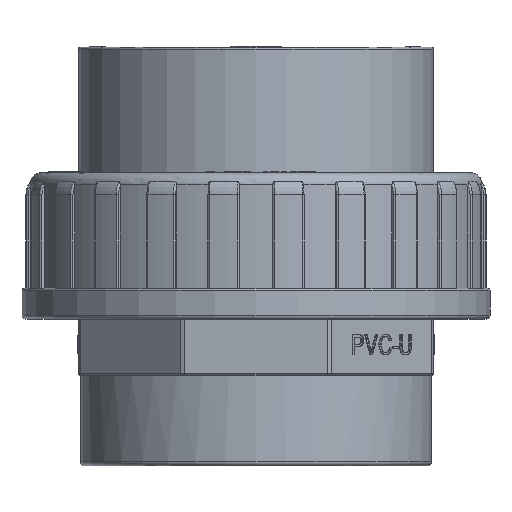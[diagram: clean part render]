
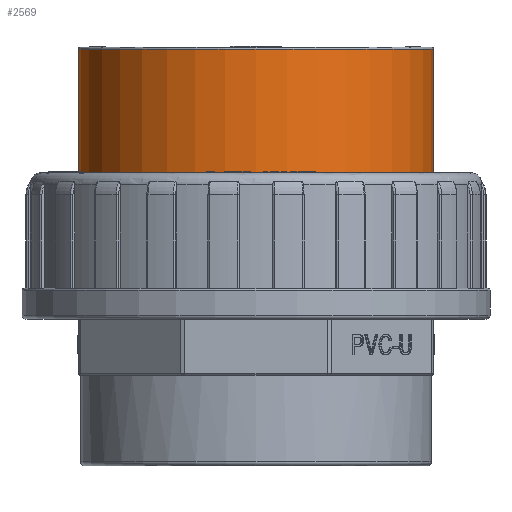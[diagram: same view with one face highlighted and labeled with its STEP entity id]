
A CAD part, front view. The second image highlights one B-rep face of the part: STEP entity #2569.
In plain terms, the highlighted cylindrical face has radius 45 mm (diameter 90 mm), a full revolution.
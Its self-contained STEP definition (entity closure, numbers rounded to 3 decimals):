
#2427=CYLINDRICAL_SURFACE('',#38724,45.);
#2569=ADVANCED_FACE('',(#10755,#10756),#2427,.T.);
#10418=CIRCLE('',#38722,45.);
#10419=CIRCLE('',#38723,45.);
#10755=FACE_BOUND('',#10964,.T.);
#10756=FACE_BOUND('',#10965,.T.);
#10964=EDGE_LOOP('',(#13727));
#10965=EDGE_LOOP('',(#13728));
#13727=ORIENTED_EDGE('',*,*,#29466,.T.);
#13728=ORIENTED_EDGE('',*,*,#29467,.T.);
#25535=VERTEX_POINT('',#50744);
#25536=VERTEX_POINT('',#50746);
#29466=EDGE_CURVE('',#25535,#25535,#10418,.T.);
#29467=EDGE_CURVE('',#25536,#25536,#10419,.T.);
#38722=AXIS2_PLACEMENT_3D('',#50743,#40900,#40901);
#38723=AXIS2_PLACEMENT_3D('',#50745,#40902,#40903);
#38724=AXIS2_PLACEMENT_3D('',#50747,#40904,#40905);
#40900=DIRECTION('',(0.,0.,-1.));
#40901=DIRECTION('',(1.,0.,0.));
#40902=DIRECTION('',(0.,0.,1.));
#40903=DIRECTION('',(1.,0.,0.));
#40904=DIRECTION('',(0.,0.,1.));
#40905=DIRECTION('',(1.,0.,0.));
#50743=CARTESIAN_POINT('',(0.,154.,69.9));
#50744=CARTESIAN_POINT('',(45.,154.,69.9));
#50745=CARTESIAN_POINT('',(0.,154.,30.4));
#50746=CARTESIAN_POINT('',(45.,154.,30.4));
#50747=CARTESIAN_POINT('',(0.,154.,30.4));
